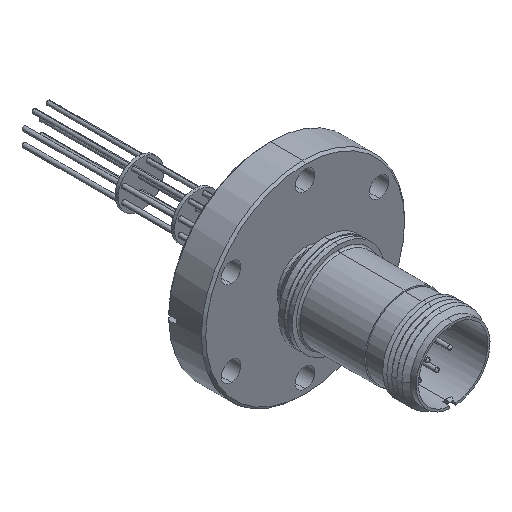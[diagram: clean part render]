
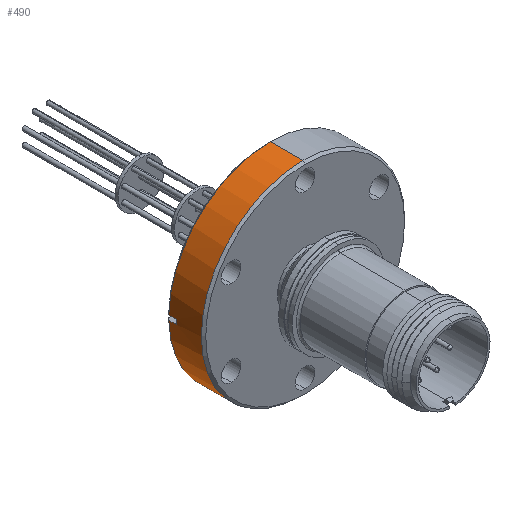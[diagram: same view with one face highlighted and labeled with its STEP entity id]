
A CAD part, isometric view. The second image highlights one B-rep face of the part: STEP entity #490.
In plain terms, the highlighted cylindrical face has radius 34.925 mm (diameter 69.85 mm), a partial arc.
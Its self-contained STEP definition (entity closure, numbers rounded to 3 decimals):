
#195 = EDGE_CURVE ( 'NONE', #983, #1118, #231, .T. ) ;
#231 = LINE ( 'NONE', #2707, #12408 ) ;
#308 = EDGE_CURVE ( 'NONE', #5527, #13005, #5940, .T. ) ;
#331 = LINE ( 'NONE', #13367, #3044 ) ;
#378 = DIRECTION ( 'NONE',  ( 0., 1., 0. ) ) ;
#490 = ADVANCED_FACE ( 'NONE', ( #7207 ), #3536, .T. ) ;
#547 = VERTEX_POINT ( 'NONE', #1163 ) ;
#557 = CARTESIAN_POINT ( 'NONE',  ( -34.916, 43.73, -0.787 ) ) ;
#705 = DIRECTION ( 'NONE',  ( 0., 1., 0. ) ) ;
#717 = CARTESIAN_POINT ( 'NONE',  ( -34.916, 41.156, 0.787 ) ) ;
#735 = EDGE_CURVE ( 'NONE', #547, #14264, #12821, .T. ) ;
#867 = DIRECTION ( 'NONE',  ( 0., 0., 1. ) ) ;
#933 = CARTESIAN_POINT ( 'NONE',  ( 0., 61.589, 0. ) ) ;
#942 = VERTEX_POINT ( 'NONE', #12622 ) ;
#983 = VERTEX_POINT ( 'NONE', #2532 ) ;
#1118 = VERTEX_POINT ( 'NONE', #1175 ) ;
#1163 = CARTESIAN_POINT ( 'NONE',  ( -34.916, 41.156, -0.787 ) ) ;
#1175 = CARTESIAN_POINT ( 'NONE',  ( 0., 43.73, 34.925 ) ) ;
#1211 = EDGE_CURVE ( 'NONE', #1118, #5527, #14248, .T. ) ;
#1725 = ORIENTED_EDGE ( 'NONE', *, *, #10565, .T. ) ;
#2532 = CARTESIAN_POINT ( 'NONE',  ( 0., 32.554, 34.925 ) ) ;
#2707 = CARTESIAN_POINT ( 'NONE',  ( 0., 61.589, 34.925 ) ) ;
#2991 = DIRECTION ( 'NONE',  ( 0., -1., 0. ) ) ;
#3044 = VECTOR ( 'NONE', #3090, 1000. ) ;
#3090 = DIRECTION ( 'NONE',  ( 0., 1., 0. ) ) ;
#3141 = CARTESIAN_POINT ( 'NONE',  ( 0., 32.554, 0. ) ) ;
#3485 = ORIENTED_EDGE ( 'NONE', *, *, #308, .T. ) ;
#3536 = CYLINDRICAL_SURFACE ( 'NONE', #4112, 34.925 ) ;
#3841 = CARTESIAN_POINT ( 'NONE',  ( -34.928, 41.155, -0.262 ) ) ;
#4112 = AXIS2_PLACEMENT_3D ( 'NONE', #933, #378, #867 ) ;
#4261 = DIRECTION ( 'NONE',  ( 0., 0., 1. ) ) ;
#5527 = VERTEX_POINT ( 'NONE', #7551 ) ;
#5539 = ORIENTED_EDGE ( 'NONE', *, *, #195, .T. ) ;
#5857 = CARTESIAN_POINT ( 'NONE',  ( 0., 43.73, -34.925 ) ) ;
#5940 = LINE ( 'NONE', #10028, #8284 ) ;
#6618 = CIRCLE ( 'NONE', #8890, 34.925 ) ;
#6728 = VECTOR ( 'NONE', #7815, 1000. ) ;
#7207 = FACE_OUTER_BOUND ( 'NONE', #11743, .T. ) ;
#7233 = CARTESIAN_POINT ( 'NONE',  ( -34.916, 41.156, 0.787 ) ) ;
#7551 = CARTESIAN_POINT ( 'NONE',  ( -34.916, 43.73, 0.787 ) ) ;
#7815 = DIRECTION ( 'NONE',  ( 0., 1., 0. ) ) ;
#7905 = EDGE_CURVE ( 'NONE', #14264, #10449, #13913, .T. ) ;
#8173 = CARTESIAN_POINT ( 'NONE',  ( -34.916, 61.589, -0.787 ) ) ;
#8284 = VECTOR ( 'NONE', #10153, 1000. ) ;
#8560 = B_SPLINE_CURVE_WITH_KNOTS ( 'NONE', 3,
 ( #7233, #10744, #3841, #11863 ),
 .UNSPECIFIED., .F., .F.,
 ( 4, 4 ),
 ( 0., 0.002 ),
 .UNSPECIFIED. ) ;
#8890 = AXIS2_PLACEMENT_3D ( 'NONE', #3141, #11169, #4261 ) ;
#9854 = CARTESIAN_POINT ( 'NONE',  ( 0., 43.73, 0. ) ) ;
#10008 = CARTESIAN_POINT ( 'NONE',  ( 0., 43.73, 0. ) ) ;
#10028 = CARTESIAN_POINT ( 'NONE',  ( -34.916, 61.589, 0.787 ) ) ;
#10121 = ORIENTED_EDGE ( 'NONE', *, *, #12516, .F. ) ;
#10153 = DIRECTION ( 'NONE',  ( 0., -1., 0. ) ) ;
#10449 = VERTEX_POINT ( 'NONE', #5857 ) ;
#10452 = DIRECTION ( 'NONE',  ( 0., 0., 1. ) ) ;
#10565 = EDGE_CURVE ( 'NONE', #13005, #547, #8560, .T. ) ;
#10570 = DIRECTION ( 'NONE',  ( 0., -1., 0. ) ) ;
#10602 = ORIENTED_EDGE ( 'NONE', *, *, #7905, .T. ) ;
#10744 = CARTESIAN_POINT ( 'NONE',  ( -34.928, 41.155, 0.262 ) ) ;
#11015 = DIRECTION ( 'NONE',  ( 0., 0., 1. ) ) ;
#11142 = EDGE_CURVE ( 'NONE', #983, #942, #6618, .T. ) ;
#11169 = DIRECTION ( 'NONE',  ( 0., -1., 0. ) ) ;
#11743 = EDGE_LOOP ( 'NONE', ( #10121, #11826, #5539, #11900, #3485, #1725, #11755, #10602 ) ) ;
#11755 = ORIENTED_EDGE ( 'NONE', *, *, #735, .T. ) ;
#11826 = ORIENTED_EDGE ( 'NONE', *, *, #11142, .F. ) ;
#11863 = CARTESIAN_POINT ( 'NONE',  ( -34.916, 41.156, -0.787 ) ) ;
#11900 = ORIENTED_EDGE ( 'NONE', *, *, #1211, .T. ) ;
#12408 = VECTOR ( 'NONE', #705, 1000. ) ;
#12516 = EDGE_CURVE ( 'NONE', #942, #10449, #331, .T. ) ;
#12622 = CARTESIAN_POINT ( 'NONE',  ( 0., 32.554, -34.925 ) ) ;
#12821 = LINE ( 'NONE', #8173, #6728 ) ;
#13005 = VERTEX_POINT ( 'NONE', #717 ) ;
#13223 = AXIS2_PLACEMENT_3D ( 'NONE', #10008, #10570, #10452 ) ;
#13367 = CARTESIAN_POINT ( 'NONE',  ( 0., 61.589, -34.925 ) ) ;
#13913 = CIRCLE ( 'NONE', #14196, 34.925 ) ;
#14196 = AXIS2_PLACEMENT_3D ( 'NONE', #9854, #2991, #11015 ) ;
#14248 = CIRCLE ( 'NONE', #13223, 34.925 ) ;
#14264 = VERTEX_POINT ( 'NONE', #557 ) ;
